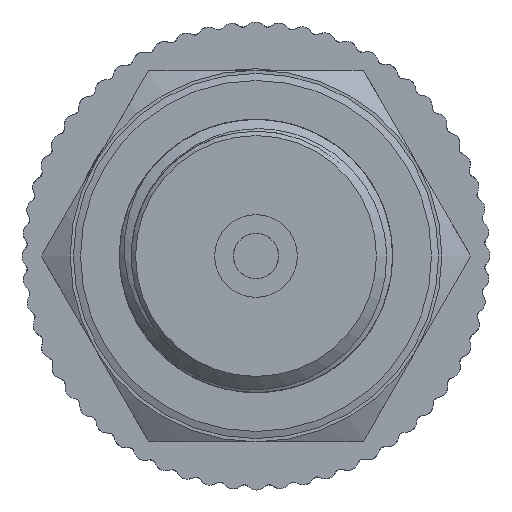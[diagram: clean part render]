
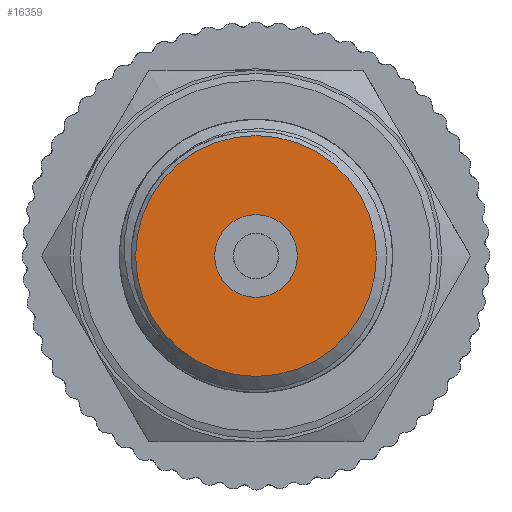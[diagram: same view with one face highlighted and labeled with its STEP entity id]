
A CAD part, left-side view. The second image highlights one B-rep face of the part: STEP entity #16359.
In plain terms, the highlighted conical face has half-angle 90 degrees and reference radius 5.875 mm.
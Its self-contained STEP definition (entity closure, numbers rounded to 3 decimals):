
#1351=FACE_OUTER_BOUND('',#2294,.T.);
#2294=EDGE_LOOP('',(#12704,#12705,#12706,#12707));
#3010=CIRCLE('',#17227,3.);
#3011=CIRCLE('',#17229,8.75);
#4599=LINE('',#41987,#5783);
#5783=VECTOR('',#18633,5.875);
#7219=VERTEX_POINT('',#41982);
#7220=VERTEX_POINT('',#41986);
#9228=EDGE_CURVE('',#7219,#7219,#3010,.T.);
#9230=EDGE_CURVE('',#7219,#7220,#4599,.T.);
#9231=EDGE_CURVE('',#7220,#7220,#3011,.T.);
#12704=ORIENTED_EDGE('',*,*,#9228,.T.);
#12705=ORIENTED_EDGE('',*,*,#9230,.T.);
#12706=ORIENTED_EDGE('',*,*,#9231,.F.);
#12707=ORIENTED_EDGE('',*,*,#9230,.F.);
#15992=CONICAL_SURFACE('',#17228,5.875,1.571);
#16359=ADVANCED_FACE('',(#1351),#15992,.F.);
#17227=AXIS2_PLACEMENT_3D('',#41983,#18628,#18629);
#17228=AXIS2_PLACEMENT_3D('',#41985,#18631,#18632);
#17229=AXIS2_PLACEMENT_3D('',#41988,#18634,#18635);
#18628=DIRECTION('center_axis',(1.,0.,0.));
#18629=DIRECTION('ref_axis',(0.,0.,-1.));
#18631=DIRECTION('center_axis',(-1.,0.,0.));
#18632=DIRECTION('ref_axis',(0.,1.,0.));
#18633=DIRECTION('',(0.,-1.,0.));
#18634=DIRECTION('center_axis',(1.,0.,0.));
#18635=DIRECTION('ref_axis',(0.,0.,-1.));
#41982=CARTESIAN_POINT('',(-67.,-3.,0.));
#41983=CARTESIAN_POINT('Origin',(-67.,0.,0.));
#41985=CARTESIAN_POINT('Origin',(-67.,0.,0.));
#41986=CARTESIAN_POINT('',(-67.,-8.75,0.));
#41987=CARTESIAN_POINT('',(-67.,-5.875,0.));
#41988=CARTESIAN_POINT('Origin',(-67.,0.,0.));
